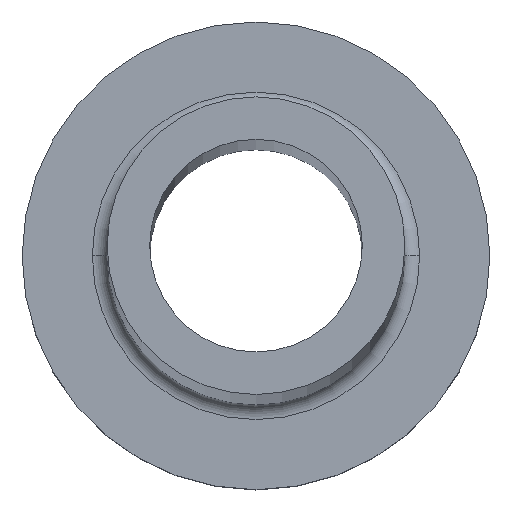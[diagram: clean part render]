
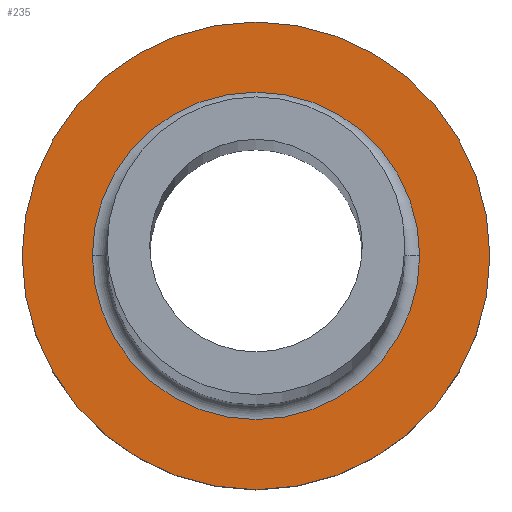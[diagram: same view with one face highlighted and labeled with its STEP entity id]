
A CAD part, top view. The second image highlights one B-rep face of the part: STEP entity #235.
In plain terms, the highlighted planar face has unit normal (0, 0, 1).
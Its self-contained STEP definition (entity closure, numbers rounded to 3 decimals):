
#1 = CARTESIAN_POINT ( 'NONE',  ( 11., 0., 7. ) ) ;
#4 = EDGE_CURVE ( 'NONE', #178, #229, #137, .T. ) ;
#9 = AXIS2_PLACEMENT_3D ( 'NONE', #359, #126, #93 ) ;
#13 = DIRECTION ( 'NONE',  ( 1., 0., 0. ) ) ;
#68 = FACE_BOUND ( 'NONE', #165, .T. ) ;
#80 = ORIENTED_EDGE ( 'NONE', *, *, #163, .T. ) ;
#92 = DIRECTION ( 'NONE',  ( 1., 0., 0. ) ) ;
#93 = DIRECTION ( 'NONE',  ( 1., 0., 0. ) ) ;
#106 = CARTESIAN_POINT ( 'NONE',  ( 0., 0., 7. ) ) ;
#120 = ORIENTED_EDGE ( 'NONE', *, *, #355, .T. ) ;
#126 = DIRECTION ( 'NONE',  ( 0., 0., -1. ) ) ;
#137 = CIRCLE ( 'NONE', #211, 11. ) ;
#143 = DIRECTION ( 'NONE',  ( 0., 0., 1. ) ) ;
#146 = CIRCLE ( 'NONE', #9, 7.7 ) ;
#151 = CIRCLE ( 'NONE', #317, 11. ) ;
#156 = CARTESIAN_POINT ( 'NONE',  ( -7.7, 0., 7. ) ) ;
#162 = DIRECTION ( 'NONE',  ( 1., 0., 0. ) ) ;
#163 = EDGE_CURVE ( 'NONE', #169, #237, #146, .T. ) ;
#165 = EDGE_LOOP ( 'NONE', ( #120, #80 ) ) ;
#169 = VERTEX_POINT ( 'NONE', #156 ) ;
#177 = AXIS2_PLACEMENT_3D ( 'NONE', #218, #337, #13 ) ;
#178 = VERTEX_POINT ( 'NONE', #1 ) ;
#183 = EDGE_CURVE ( 'NONE', #229, #178, #151, .T. ) ;
#194 = DIRECTION ( 'NONE',  ( 0., 0., 1. ) ) ;
#196 = EDGE_LOOP ( 'NONE', ( #334, #201 ) ) ;
#199 = CARTESIAN_POINT ( 'NONE',  ( 0., 0., 7. ) ) ;
#201 = ORIENTED_EDGE ( 'NONE', *, *, #4, .T. ) ;
#211 = AXIS2_PLACEMENT_3D ( 'NONE', #199, #143, #221 ) ;
#213 = CARTESIAN_POINT ( 'NONE',  ( -11., 0., 7. ) ) ;
#218 = CARTESIAN_POINT ( 'NONE',  ( 0., 0., 7. ) ) ;
#221 = DIRECTION ( 'NONE',  ( 1., 0., 0. ) ) ;
#229 = VERTEX_POINT ( 'NONE', #213 ) ;
#235 = ADVANCED_FACE ( 'NONE', ( #68, #248 ), #243, .T. ) ;
#237 = VERTEX_POINT ( 'NONE', #299 ) ;
#240 = AXIS2_PLACEMENT_3D ( 'NONE', #106, #194, #162 ) ;
#243 = PLANE ( 'NONE',  #240 ) ;
#248 = FACE_OUTER_BOUND ( 'NONE', #196, .T. ) ;
#266 = CARTESIAN_POINT ( 'NONE',  ( 0., 0., 7. ) ) ;
#299 = CARTESIAN_POINT ( 'NONE',  ( 7.7, 0., 7. ) ) ;
#317 = AXIS2_PLACEMENT_3D ( 'NONE', #266, #352, #92 ) ;
#334 = ORIENTED_EDGE ( 'NONE', *, *, #183, .T. ) ;
#337 = DIRECTION ( 'NONE',  ( 0., 0., -1. ) ) ;
#338 = CIRCLE ( 'NONE', #177, 7.7 ) ;
#352 = DIRECTION ( 'NONE',  ( 0., 0., 1. ) ) ;
#355 = EDGE_CURVE ( 'NONE', #237, #169, #338, .T. ) ;
#359 = CARTESIAN_POINT ( 'NONE',  ( 0., 0., 7. ) ) ;
